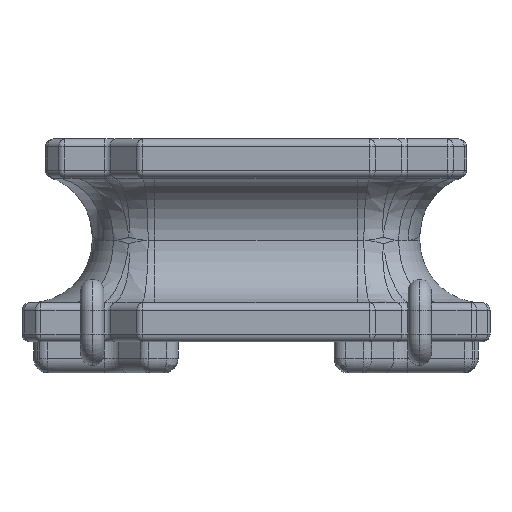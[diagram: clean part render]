
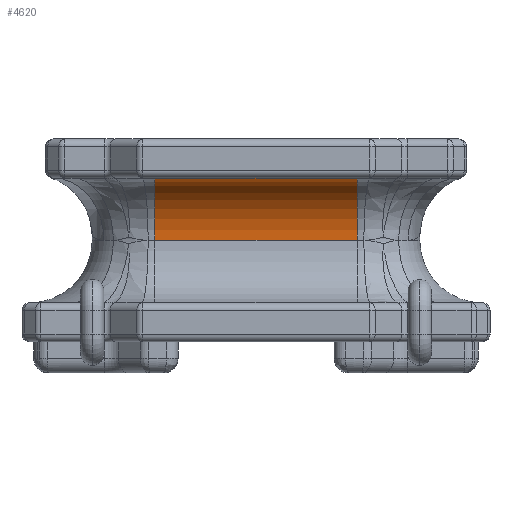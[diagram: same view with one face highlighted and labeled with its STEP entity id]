
A CAD part, left-side view. The second image highlights one B-rep face of the part: STEP entity #4620.
In plain terms, the highlighted cylindrical face has radius 0.4 mm (diameter 0.8 mm), a partial arc.
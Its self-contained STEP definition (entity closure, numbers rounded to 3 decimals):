
#893 = CARTESIAN_POINT ( 'NONE',  ( -1.45, 0., 0.85 ) ) ;
#944 = ORIENTED_EDGE ( 'NONE', *, *, #10617, .T. ) ;
#1161 = AXIS2_PLACEMENT_3D ( 'NONE', #893, #13611, #13673 ) ;
#1619 = LINE ( 'NONE', #2690, #10507 ) ;
#2494 = DIRECTION ( 'NONE',  ( 0., 1., 0. ) ) ;
#2690 = CARTESIAN_POINT ( 'NONE',  ( -1.05, -0.65, 0.85 ) ) ;
#2932 = CARTESIAN_POINT ( 'NONE',  ( -1.45, 0.65, 1.25 ) ) ;
#3326 = CYLINDRICAL_SURFACE ( 'NONE', #1161, 0.4 ) ;
#3668 = EDGE_CURVE ( 'NONE', #8069, #14547, #8258, .T. ) ;
#4220 = CIRCLE ( 'NONE', #12873, 0.4 ) ;
#4275 = DIRECTION ( 'NONE',  ( 0., 1., 0. ) ) ;
#4620 = ADVANCED_FACE ( 'NONE', ( #4770 ), #3326, .F. ) ;
#4770 = FACE_OUTER_BOUND ( 'NONE', #11659, .T. ) ;
#5814 = VERTEX_POINT ( 'NONE', #12822 ) ;
#5985 = ORIENTED_EDGE ( 'NONE', *, *, #3668, .T. ) ;
#6018 = EDGE_CURVE ( 'NONE', #11993, #5814, #1619, .T. ) ;
#6312 = AXIS2_PLACEMENT_3D ( 'NONE', #13835, #6855, #15025 ) ;
#6855 = DIRECTION ( 'NONE',  ( 0., 1., 0. ) ) ;
#7794 = EDGE_CURVE ( 'NONE', #8069, #11993, #4220, .T. ) ;
#8069 = VERTEX_POINT ( 'NONE', #9519 ) ;
#8258 = LINE ( 'NONE', #10621, #11324 ) ;
#9519 = CARTESIAN_POINT ( 'NONE',  ( -1.45, -0.65, 1.25 ) ) ;
#10145 = DIRECTION ( 'NONE',  ( 0., 1., 0. ) ) ;
#10507 = VECTOR ( 'NONE', #10145, 1000. ) ;
#10617 = EDGE_CURVE ( 'NONE', #14547, #5814, #11548, .T. ) ;
#10621 = CARTESIAN_POINT ( 'NONE',  ( -1.45, 0.75, 1.25 ) ) ;
#11224 = CARTESIAN_POINT ( 'NONE',  ( -1.45, -0.65, 0.85 ) ) ;
#11324 = VECTOR ( 'NONE', #2494, 1000. ) ;
#11548 = CIRCLE ( 'NONE', #6312, 0.4 ) ;
#11659 = EDGE_LOOP ( 'NONE', ( #5985, #944, #13655, #15044 ) ) ;
#11993 = VERTEX_POINT ( 'NONE', #13370 ) ;
#12375 = DIRECTION ( 'NONE',  ( 0., 0., 1. ) ) ;
#12822 = CARTESIAN_POINT ( 'NONE',  ( -1.05, 0.65, 0.85 ) ) ;
#12873 = AXIS2_PLACEMENT_3D ( 'NONE', #11224, #4275, #12375 ) ;
#13370 = CARTESIAN_POINT ( 'NONE',  ( -1.05, -0.65, 0.85 ) ) ;
#13611 = DIRECTION ( 'NONE',  ( 0., -1., 0. ) ) ;
#13655 = ORIENTED_EDGE ( 'NONE', *, *, #6018, .F. ) ;
#13673 = DIRECTION ( 'NONE',  ( 1., 0., 0. ) ) ;
#13835 = CARTESIAN_POINT ( 'NONE',  ( -1.45, 0.65, 0.85 ) ) ;
#14547 = VERTEX_POINT ( 'NONE', #2932 ) ;
#15025 = DIRECTION ( 'NONE',  ( -1., 0., 0. ) ) ;
#15044 = ORIENTED_EDGE ( 'NONE', *, *, #7794, .F. ) ;
